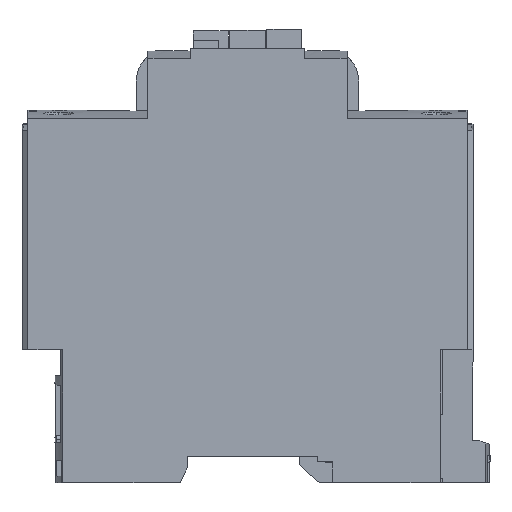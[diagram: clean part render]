
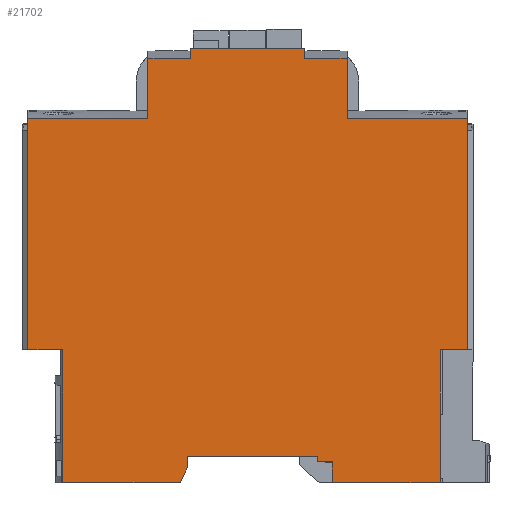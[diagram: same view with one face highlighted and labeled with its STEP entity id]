
A CAD part, left-side view. The second image highlights one B-rep face of the part: STEP entity #21702.
In plain terms, the highlighted planar face has unit normal (-1, 0, 0).
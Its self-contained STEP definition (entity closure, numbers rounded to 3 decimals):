
#1824=DIRECTION('',(0.,0.,-1.));
#1825=VECTOR('',#1824,59.996);
#1826=CARTESIAN_POINT('',(0.,119.7,94.396));
#1827=LINE('',#1826,#1825);
#2652=DIRECTION('',(0.,0.,1.));
#2653=VECTOR('',#2652,59.996);
#2654=CARTESIAN_POINT('',(0.,5.9,34.4));
#2655=LINE('',#2654,#2653);
#2865=DIRECTION('',(0.,0.,1.));
#2866=VECTOR('',#2865,15.504);
#2867=CARTESIAN_POINT('',(0.,88.6,94.396));
#2868=LINE('',#2867,#2866);
#3232=DIRECTION('',(0.,0.,-1.));
#3233=VECTOR('',#3232,1.4);
#3234=CARTESIAN_POINT('',(0.,44.8,6.8));
#3235=LINE('',#3234,#3233);
#3239=DIRECTION('',(0.,0.,-1.));
#3240=VECTOR('',#3239,2.725);
#3241=CARTESIAN_POINT('',(0.,78.304,6.8));
#3242=LINE('',#3241,#3240);
#3246=DIRECTION('',(0.,0.423,-0.906));
#3247=VECTOR('',#3246,4.496);
#3248=CARTESIAN_POINT('',(0.,78.304,4.075));
#3249=LINE('',#3248,#3247);
#3253=DIRECTION('',(0.,1.,0.));
#3254=VECTOR('',#3253,30.496);
#3255=CARTESIAN_POINT('',(0.,80.204,0.));
#3256=LINE('',#3255,#3254);
#3260=DIRECTION('',(0.,0.,-1.));
#3261=VECTOR('',#3260,34.4);
#3262=CARTESIAN_POINT('',(0.,110.7,34.4));
#3263=LINE('',#3262,#3261);
#3267=DIRECTION('',(0.,1.,0.));
#3268=VECTOR('',#3267,31.1);
#3269=CARTESIAN_POINT('',(0.,88.6,94.396));
#3270=LINE('',#3269,#3268);
#3274=DIRECTION('',(0.,1.,0.));
#3275=VECTOR('',#3274,11.1);
#3276=CARTESIAN_POINT('',(0.,77.5,109.9));
#3277=LINE('',#3276,#3275);
#3281=DIRECTION('',(0.,0.,-1.));
#3282=VECTOR('',#3281,2.45);
#3283=CARTESIAN_POINT('',(0.,77.5,112.35));
#3284=LINE('',#3283,#3282);
#3288=DIRECTION('',(0.,1.,0.));
#3289=VECTOR('',#3288,29.4);
#3290=CARTESIAN_POINT('',(0.,48.1,112.35));
#3291=LINE('',#3290,#3289);
#3295=DIRECTION('',(0.,0.,-1.));
#3296=VECTOR('',#3295,2.45);
#3297=CARTESIAN_POINT('',(0.,48.1,112.35));
#3298=LINE('',#3297,#3296);
#3302=DIRECTION('',(0.,-1.,0.));
#3303=VECTOR('',#3302,11.1);
#3304=CARTESIAN_POINT('',(0.,48.1,109.9));
#3305=LINE('',#3304,#3303);
#3309=DIRECTION('',(0.,0.,1.));
#3310=VECTOR('',#3309,15.504);
#3311=CARTESIAN_POINT('',(0.,37.,94.396));
#3312=LINE('',#3311,#3310);
#3316=DIRECTION('',(0.,1.,0.));
#3317=VECTOR('',#3316,31.1);
#3318=CARTESIAN_POINT('',(0.,5.9,
94.396));
#3319=LINE('',#3318,#3317);
#3323=DIRECTION('',(0.,1.,0.));
#3324=VECTOR('',#3323,7.);
#3325=CARTESIAN_POINT('',(0.,5.9,34.4));
#3326=LINE('',#3325,#3324);
#3330=DIRECTION('',(0.,0.,-1.));
#3331=VECTOR('',#3330,34.4);
#3332=CARTESIAN_POINT('',(0.,12.9,34.4));
#3333=LINE('',#3332,#3331);
#3337=DIRECTION('',(0.,1.,0.));
#3338=VECTOR('',#3337,27.89);
#3339=CARTESIAN_POINT('',(0.,12.9,0.));
#3340=LINE('',#3339,#3338);
#3344=DIRECTION('',(0.,0.,1.));
#3345=VECTOR('',#3344,5.4);
#3346=CARTESIAN_POINT('',(0.,40.79,0.));
#3347=LINE('',#3346,#3345);
#3351=DIRECTION('',(0.,1.,0.));
#3352=VECTOR('',#3351,4.01);
#3353=CARTESIAN_POINT('',(0.,40.79,5.4));
#3354=LINE('',#3353,#3352);
#5904=DIRECTION('',(0.,-1.,0.));
#5905=VECTOR('',#5904,9.);
#5906=CARTESIAN_POINT('',(0.,119.7,34.4));
#5907=LINE('',#5906,#5905);
#8736=DIRECTION('',(0.,-1.,0.));
#8737=VECTOR('',#8736,33.504);
#8738=CARTESIAN_POINT('',(0.,78.304,6.8));
#8739=LINE('',#8738,#8737);
#16195=CARTESIAN_POINT('',(0.,78.304,6.8));
#16196=CARTESIAN_POINT('',(0.,78.304,4.075));
#16197=VERTEX_POINT('',#16195);
#16198=VERTEX_POINT('',#16196);
#16199=CARTESIAN_POINT('',(0.,80.204,0.));
#16200=VERTEX_POINT('',#16199);
#16219=CARTESIAN_POINT('',(0.,110.7,34.4));
#16220=CARTESIAN_POINT('',(0.,110.7,0.));
#16221=VERTEX_POINT('',#16219);
#16222=VERTEX_POINT('',#16220);
#16223=CARTESIAN_POINT('',(0.,12.9,34.4));
#16224=CARTESIAN_POINT('',(0.,12.9,0.));
#16225=VERTEX_POINT('',#16223);
#16226=VERTEX_POINT('',#16224);
#16277=CARTESIAN_POINT('',(0.,37.,94.396));
#16279=VERTEX_POINT('',#16277);
#16281=CARTESIAN_POINT('',(0.,88.6,94.396));
#16283=VERTEX_POINT('',#16281);
#16285=CARTESIAN_POINT('',(0.,77.5,109.9));
#16286=CARTESIAN_POINT('',(0.,88.6,109.9));
#16287=VERTEX_POINT('',#16285);
#16288=VERTEX_POINT('',#16286);
#16293=CARTESIAN_POINT('',(0.,48.1,109.9));
#16294=CARTESIAN_POINT('',(0.,37.,109.9));
#16295=VERTEX_POINT('',#16293);
#16296=VERTEX_POINT('',#16294);
#16301=CARTESIAN_POINT('',(0.,48.1,112.35));
#16302=CARTESIAN_POINT('',(0.,77.5,112.35));
#16303=VERTEX_POINT('',#16301);
#16304=VERTEX_POINT('',#16302);
#16317=CARTESIAN_POINT('',(0.,119.7,94.396));
#16318=VERTEX_POINT('',#16317);
#16383=CARTESIAN_POINT('',(0.,119.7,34.4));
#16384=VERTEX_POINT('',#16383);
#16397=CARTESIAN_POINT('',(0.,5.9,
94.396));
#16398=VERTEX_POINT('',#16397);
#16451=CARTESIAN_POINT('',(0.,5.9,34.4));
#16452=VERTEX_POINT('',#16451);
#17454=CARTESIAN_POINT('',(0.,40.79,0.));
#17455=CARTESIAN_POINT('',(0.,40.79,5.4));
#17456=VERTEX_POINT('',#17454);
#17457=VERTEX_POINT('',#17455);
#17504=CARTESIAN_POINT('',(0.,44.8,6.8));
#17505=CARTESIAN_POINT('',(0.,44.8,5.4));
#17506=VERTEX_POINT('',#17504);
#17507=VERTEX_POINT('',#17505);
#21655=CARTESIAN_POINT('',(0.,0.,0.));
#21656=DIRECTION('',(1.,0.,0.));
#21657=DIRECTION('',(0.,1.,0.));
#21658=AXIS2_PLACEMENT_3D('',#21655,#21656,#21657);
#21659=PLANE('',#21658);
#21661=ORIENTED_EDGE('',*,*,#21660,.F.);
#21663=ORIENTED_EDGE('',*,*,#21662,.F.);
#21665=ORIENTED_EDGE('',*,*,#21664,.T.);
#21667=ORIENTED_EDGE('',*,*,#21666,.T.);
#21669=ORIENTED_EDGE('',*,*,#21668,.T.);
#21671=ORIENTED_EDGE('',*,*,#21670,.F.);
#21673=ORIENTED_EDGE('',*,*,#21672,.F.);
#21674=ORIENTED_EDGE('',*,*,#20837,.F.);
#21675=ORIENTED_EDGE('',*,*,#20910,.F.);
#21676=ORIENTED_EDGE('',*,*,#21534,.T.);
#21677=ORIENTED_EDGE('',*,*,#21628,.F.);
#21679=ORIENTED_EDGE('',*,*,#21678,.F.);
#21681=ORIENTED_EDGE('',*,*,#21680,.F.);
#21683=ORIENTED_EDGE('',*,*,#21682,.T.);
#21685=ORIENTED_EDGE('',*,*,#21684,.T.);
#21687=ORIENTED_EDGE('',*,*,#21686,.F.);
#21688=ORIENTED_EDGE('',*,*,#20864,.F.);
#21689=ORIENTED_EDGE('',*,*,#21398,.F.);
#21691=ORIENTED_EDGE('',*,*,#21690,.T.);
#21693=ORIENTED_EDGE('',*,*,#21692,.T.);
#21695=ORIENTED_EDGE('',*,*,#21694,.T.);
#21697=ORIENTED_EDGE('',*,*,#21696,.T.);
#21699=ORIENTED_EDGE('',*,*,#21698,.T.);
#21700=EDGE_LOOP('',(#21661,#21663,#21665,#21667,#21669,#21671,#21673,#21674,
#21675,#21676,#21677,#21679,#21681,#21683,#21685,#21687,#21688,#21689,#21691,
#21693,#21695,#21697,#21699));
#21701=FACE_OUTER_BOUND('',#21700,.F.);
#20837=EDGE_CURVE('',#16318,#16384,#1827,.T.);
#20864=EDGE_CURVE('',#16398,#16279,#3319,.T.);
#20910=EDGE_CURVE('',#16283,#16318,#3270,.T.);
#21398=EDGE_CURVE('',#16452,#16398,#2655,.T.);
#21534=EDGE_CURVE('',#16283,#16288,#2868,.T.);
#21628=EDGE_CURVE('',#16287,#16288,#3277,.T.);
#21660=EDGE_CURVE('',#17506,#17507,#3235,.T.);
#21662=EDGE_CURVE('',#16197,#17506,#8739,.T.);
#21664=EDGE_CURVE('',#16197,#16198,#3242,.T.);
#21666=EDGE_CURVE('',#16198,#16200,#3249,.T.);
#21668=EDGE_CURVE('',#16200,#16222,#3256,.T.);
#21670=EDGE_CURVE('',#16221,#16222,#3263,.T.);
#21672=EDGE_CURVE('',#16384,#16221,#5907,.T.);
#21678=EDGE_CURVE('',#16304,#16287,#3284,.T.);
#21680=EDGE_CURVE('',#16303,#16304,#3291,.T.);
#21682=EDGE_CURVE('',#16303,#16295,#3298,.T.);
#21684=EDGE_CURVE('',#16295,#16296,#3305,.T.);
#21686=EDGE_CURVE('',#16279,#16296,#3312,.T.);
#21690=EDGE_CURVE('',#16452,#16225,#3326,.T.);
#21692=EDGE_CURVE('',#16225,#16226,#3333,.T.);
#21694=EDGE_CURVE('',#16226,#17456,#3340,.T.);
#21696=EDGE_CURVE('',#17456,#17457,#3347,.T.);
#21698=EDGE_CURVE('',#17457,#17507,#3354,.T.);
#21702=ADVANCED_FACE('',(#21701),#21659,.F.);
